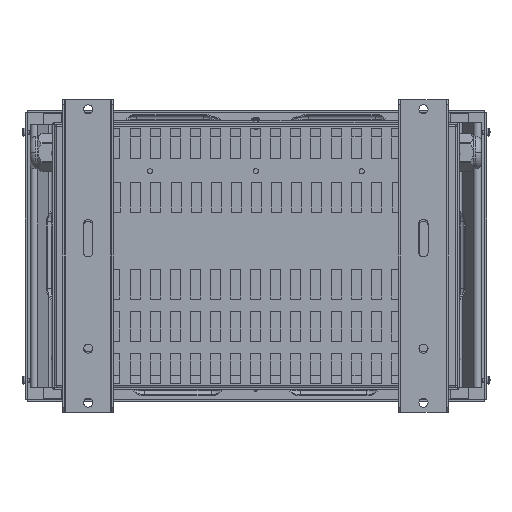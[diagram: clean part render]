
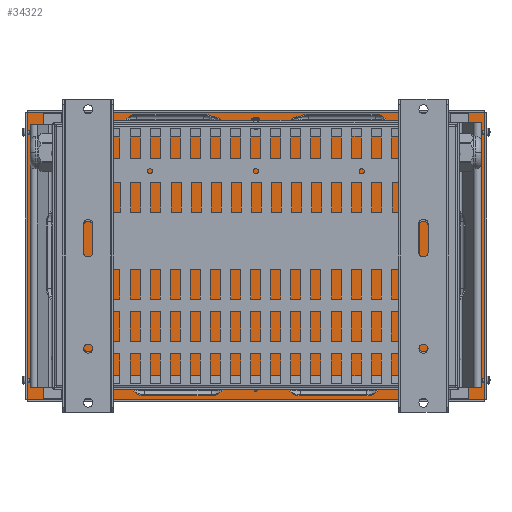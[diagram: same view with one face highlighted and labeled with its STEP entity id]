
A CAD part, front view. The second image highlights one B-rep face of the part: STEP entity #34322.
In plain terms, the highlighted face is planar.
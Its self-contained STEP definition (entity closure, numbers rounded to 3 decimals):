
#828=FACE_BOUND('',#6218,.T.);
#829=FACE_BOUND('',#6219,.T.);
#2152=PLANE('',#37433);
#3889=FACE_OUTER_BOUND('',#6217,.T.);
#6217=EDGE_LOOP('',(#31713,#31714,#31715,#31716));
#6218=EDGE_LOOP('',(#31717,#31718,#31719,#31720));
#6219=EDGE_LOOP('',(#31721,#31722,#31723,#31724));
#9508=LINE('',#58461,#12862);
#9519=LINE('',#58494,#12873);
#9538=LINE('',#58540,#12892);
#9556=LINE('',#58580,#12910);
#9565=LINE('',#58601,#12919);
#9569=LINE('',#58609,#12923);
#9572=LINE('',#58615,#12926);
#9575=LINE('',#58620,#12929);
#9577=LINE('',#58626,#12931);
#9581=LINE('',#58634,#12935);
#9584=LINE('',#58640,#12938);
#9587=LINE('',#58645,#12941);
#12862=VECTOR('',#46313,10.);
#12873=VECTOR('',#46346,10.);
#12892=VECTOR('',#46395,10.);
#12910=VECTOR('',#46439,10.);
#12919=VECTOR('',#46460,10.);
#12923=VECTOR('',#46466,10.);
#12926=VECTOR('',#46471,10.);
#12929=VECTOR('',#46476,10.);
#12931=VECTOR('',#46482,10.);
#12935=VECTOR('',#46488,10.);
#12938=VECTOR('',#46493,10.);
#12941=VECTOR('',#46498,10.);
#17397=VERTEX_POINT('',#58446);
#17398=VERTEX_POINT('',#58450);
#17410=VERTEX_POINT('',#58493);
#17422=VERTEX_POINT('',#58539);
#17436=VERTEX_POINT('',#58599);
#17437=VERTEX_POINT('',#58600);
#17440=VERTEX_POINT('',#58608);
#17442=VERTEX_POINT('',#58614);
#17444=VERTEX_POINT('',#58624);
#17445=VERTEX_POINT('',#58625);
#17448=VERTEX_POINT('',#58633);
#17450=VERTEX_POINT('',#58639);
#22143=EDGE_CURVE('',#17397,#17398,#9508,.T.);
#22159=EDGE_CURVE('',#17410,#17397,#9519,.T.);
#22182=EDGE_CURVE('',#17422,#17410,#9538,.T.);
#22203=EDGE_CURVE('',#17398,#17422,#9556,.T.);
#22212=EDGE_CURVE('',#17436,#17437,#9565,.T.);
#22216=EDGE_CURVE('',#17437,#17440,#9569,.T.);
#22219=EDGE_CURVE('',#17440,#17442,#9572,.T.);
#22222=EDGE_CURVE('',#17442,#17436,#9575,.T.);
#22224=EDGE_CURVE('',#17444,#17445,#9577,.T.);
#22228=EDGE_CURVE('',#17445,#17448,#9581,.T.);
#22231=EDGE_CURVE('',#17448,#17450,#9584,.T.);
#22234=EDGE_CURVE('',#17450,#17444,#9587,.T.);
#31713=ORIENTED_EDGE('',*,*,#22143,.T.);
#31714=ORIENTED_EDGE('',*,*,#22203,.T.);
#31715=ORIENTED_EDGE('',*,*,#22182,.T.);
#31716=ORIENTED_EDGE('',*,*,#22159,.T.);
#31717=ORIENTED_EDGE('',*,*,#22212,.T.);
#31718=ORIENTED_EDGE('',*,*,#22216,.T.);
#31719=ORIENTED_EDGE('',*,*,#22219,.T.);
#31720=ORIENTED_EDGE('',*,*,#22222,.T.);
#31721=ORIENTED_EDGE('',*,*,#22224,.T.);
#31722=ORIENTED_EDGE('',*,*,#22228,.T.);
#31723=ORIENTED_EDGE('',*,*,#22231,.T.);
#31724=ORIENTED_EDGE('',*,*,#22234,.T.);
#34322=ADVANCED_FACE('',(#3889,#828,#829),#2152,.T.);
#37433=AXIS2_PLACEMENT_3D('',#58648,#46502,#46503);
#46313=DIRECTION('',(-1.,0.,0.));
#46346=DIRECTION('',(0.,0.,-1.));
#46395=DIRECTION('',(1.,0.,0.));
#46439=DIRECTION('',(0.,0.,1.));
#46460=DIRECTION('',(1.,0.,0.));
#46466=DIRECTION('',(0.,0.,1.));
#46471=DIRECTION('',(-1.,0.,0.));
#46476=DIRECTION('',(0.,0.,-1.));
#46482=DIRECTION('',(0.,0.,-1.));
#46488=DIRECTION('',(1.,0.,0.));
#46493=DIRECTION('',(0.,0.,1.));
#46498=DIRECTION('',(-1.,0.,0.));
#46502=DIRECTION('center_axis',(0.,1.,0.));
#46503=DIRECTION('ref_axis',(0.,0.,1.));
#58446=CARTESIAN_POINT('',(-0.001,2.,0.001));
#58450=CARTESIAN_POINT('',(-283.999,2.,0.001));
#58461=CARTESIAN_POINT('',(-213.,2.,0.001));
#58493=CARTESIAN_POINT('',(-0.001,2.,453.557));
#58494=CARTESIAN_POINT('',(-0.001,2.,113.39));
#58539=CARTESIAN_POINT('',(-283.999,2.,453.557));
#58540=CARTESIAN_POINT('',(-71.,2.,453.557));
#58580=CARTESIAN_POINT('',(-283.999,2.,340.169));
#58599=CARTESIAN_POINT('',(-283.5,2.,16.));
#58600=CARTESIAN_POINT('',(-0.5,2.,16.));
#58601=CARTESIAN_POINT('',(-71.25,2.,16.));
#58608=CARTESIAN_POINT('',(-0.5,2.,34.));
#58609=CARTESIAN_POINT('',(-0.5,2.,130.39));
#58614=CARTESIAN_POINT('',(-283.5,2.,34.));
#58615=CARTESIAN_POINT('',(-212.75,2.,34.));
#58620=CARTESIAN_POINT('',(-283.5,2.,121.39));
#58624=CARTESIAN_POINT('',(-283.5,2.,437.558));
#58625=CARTESIAN_POINT('',(-283.5,2.,419.558));
#58626=CARTESIAN_POINT('',(-283.5,2.,323.169));
#58633=CARTESIAN_POINT('',(-0.5,2.,419.558));
#58634=CARTESIAN_POINT('',(-71.25,2.,419.558));
#58639=CARTESIAN_POINT('',(-0.5,2.,437.558));
#58640=CARTESIAN_POINT('',(-0.5,2.,332.169));
#58645=CARTESIAN_POINT('',(-212.75,2.,437.558));
#58648=CARTESIAN_POINT('Origin',(-142.,2.,226.779));
